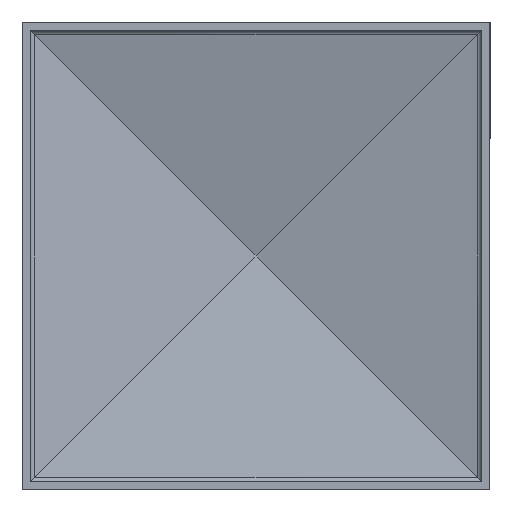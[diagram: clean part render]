
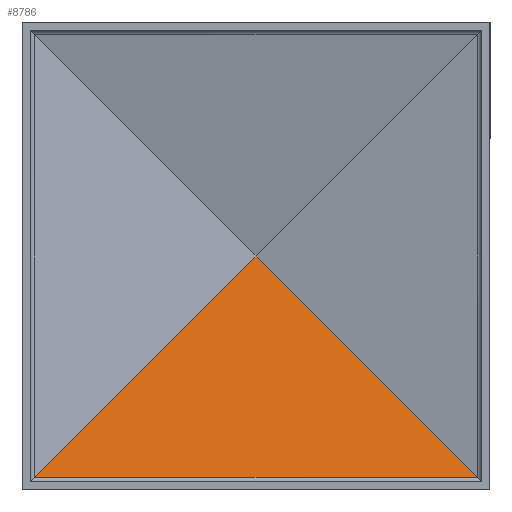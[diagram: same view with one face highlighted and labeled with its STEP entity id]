
A CAD part, front view. The second image highlights one B-rep face of the part: STEP entity #8786.
In plain terms, the highlighted planar face has unit normal (0, -0.972, 0.234).
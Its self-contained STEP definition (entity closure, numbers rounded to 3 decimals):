
#240 = ORIENTED_EDGE ( 'NONE', *, *, #5773, .T. ) ;
#1159 = VECTOR ( 'NONE', #2861, 1000. ) ;
#1451 = DIRECTION ( 'NONE',  ( 0., 0.972, -0.234 ) ) ;
#1931 = DIRECTION ( 'NONE',  ( 0.697, -0.168, -0.697 ) ) ;
#2861 = DIRECTION ( 'NONE',  ( 0.697, 0.168, 0.697 ) ) ;
#3893 = CARTESIAN_POINT ( 'NONE',  ( -40.335, 8.738, -40.335 ) ) ;
#3957 = LINE ( 'NONE', #3893, #1159 ) ;
#4562 = FACE_OUTER_BOUND ( 'NONE', #5424, .T. ) ;
#4607 = EDGE_CURVE ( 'NONE', #10239, #10331, #3957, .T. ) ;
#4625 = CARTESIAN_POINT ( 'NONE',  ( -39.234, 9.003, -39.234 ) ) ;
#5235 = ORIENTED_EDGE ( 'NONE', *, *, #4607, .F. ) ;
#5424 = EDGE_LOOP ( 'NONE', ( #13258, #5235, #240 ) ) ;
#5456 = LINE ( 'NONE', #8028, #6287 ) ;
#5773 = EDGE_CURVE ( 'NONE', #10239, #8744, #5456, .T. ) ;
#6163 = CARTESIAN_POINT ( 'NONE',  ( 19.996, 13.64, -19.996 ) ) ;
#6287 = VECTOR ( 'NONE', #8077, 1000. ) ;
#7924 = VECTOR ( 'NONE', #1931, 1000. ) ;
#8028 = CARTESIAN_POINT ( 'NONE',  ( -41.5, 9.003, -39.234 ) ) ;
#8077 = DIRECTION ( 'NONE',  ( 1., 0., 0. ) ) ;
#8321 = EDGE_CURVE ( 'NONE', #10331, #8744, #10767, .T. ) ;
#8744 = VERTEX_POINT ( 'NONE', #13056 ) ;
#8786 = ADVANCED_FACE ( 'NONE', ( #4562 ), #12222, .F. ) ;
#8883 = DIRECTION ( 'NONE',  ( 0., 0.234, 0.972 ) ) ;
#9078 = CARTESIAN_POINT ( 'NONE',  ( -41.5, 9.003, -39.234 ) ) ;
#10239 = VERTEX_POINT ( 'NONE', #4625 ) ;
#10331 = VERTEX_POINT ( 'NONE', #12032 ) ;
#10767 = LINE ( 'NONE', #6163, #7924 ) ;
#11840 = AXIS2_PLACEMENT_3D ( 'NONE', #9078, #1451, #8883 ) ;
#12032 = CARTESIAN_POINT ( 'NONE',  ( 0., 18.46, 0. ) ) ;
#12222 = PLANE ( 'NONE',  #11840 ) ;
#13056 = CARTESIAN_POINT ( 'NONE',  ( 39.234, 9.003, -39.234 ) ) ;
#13258 = ORIENTED_EDGE ( 'NONE', *, *, #8321, .F. ) ;
